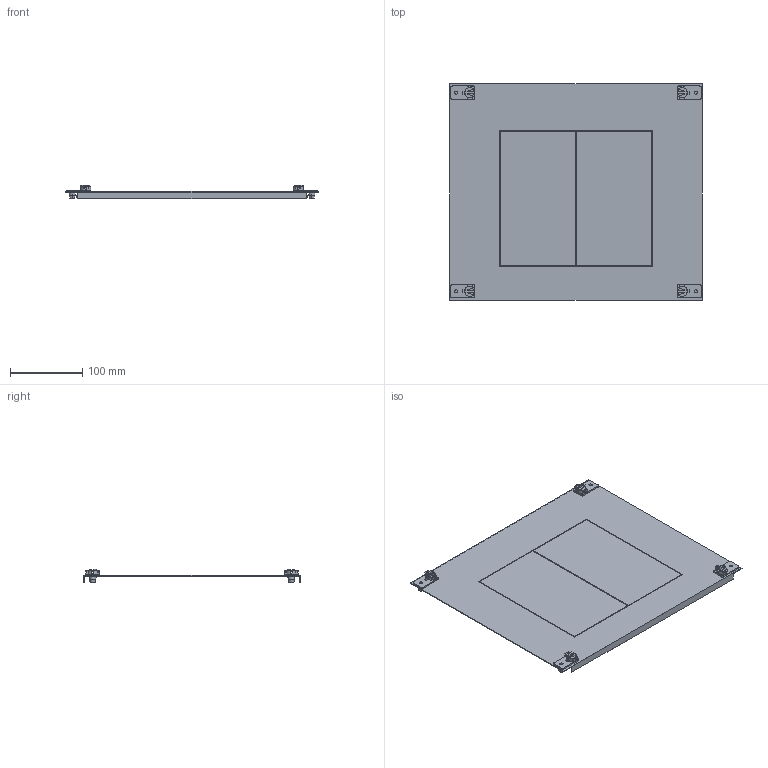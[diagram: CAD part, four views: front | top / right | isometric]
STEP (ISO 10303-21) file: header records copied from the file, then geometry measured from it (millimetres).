
FILE_DESCRIPTION((''),'2;1');
FILE_NAME('001101437_CP_1_4_2_F_ASM','2023-01-23T14:25:06',('klemen.sitar'),('Audax d.o.o.'),'CREO PARAMETRIC BY PTC INC, 2021304','CREO PARAMETRIC BY PTC INC, 2021304','');
FILE_SCHEMA(('AP242_MANAGED_MODEL_BASED_3D_ENGINEERING_MIM_LF { 1 0 10303 442 1 1 4 }'));
Length unit declared in the file: millimetre
Products named in the file (26): PRT0002_1_1_1_1_1_1_2_3_1_1_1; PRT0003_1_1_1_1_1_1_2_3_1_1_1; BLACK_PIN_ASM_1_ASM_1_ASM_1_A_2_ASM; BLACK_PIN_COLO_ASM_1_ASM_1_AS_2_ASM; ASM0002_ASM_1_ASM_1_1_2_ASM_1_A_ASM; PRT0002_1_1_1_1_1_1_1; PRT0002_1_1_1_1_1_1_2_1_1_1_1_1; PRT0003_1_1_1_1_1_1_2_1_1_1_1_1; BLACK_PIN_ASM_1_ASM_1_ASM_1_A_5_ASM; BLACK_PIN_COLO_ASM_1_ASM_1_AS_5_ASM; ASM0002_ASM_1_ASM_1_1_ASM_1_1_A_ASM; 001101436_CP_1_2_F_ASM_1_ASM_1_ASM; PRT0002_1_1_1_1_1_1_2_1_1_1_1; PRT0003_1_1_1_1_1_1_2_1_1_1_1; BLACK_PIN_ASM_1_ASM_1_ASM_1_A_3_ASM; BLACK_PIN_COLO_ASM_1_ASM_1_AS_3_ASM; ASM0002_ASM_1_ASM_1_1_ASM_1_A_1_ASM; PRT0002_1_1_1_1_1_1_2_3_1_1_1_2; PRT0003_1_1_1_1_1_1_2_3_1_1_1_2; BLACK_PIN_ASM_1_ASM_1_ASM_1_A_8_ASM; BLACK_PIN_COLO_ASM_1_ASM_1_AS_8_ASM; ASM0002_ASM_1_ASM_1_1_2_ASM_1_3_ASM; 001101436_CP_1_2_F_ASM_1_1_ASM__ASM; ASM0001_ASM_1_ASM; 001101436_CP_1_2_F_ASM_1_ASM; 001101437_CP_1_4_2_F_ASM
Assembly tree (25 placements, depth 8):
  001101437_CP_1_4_2_F_ASM
    001101436_CP_1_2_F_ASM_1_ASM
      001101436_CP_1_2_F_ASM_1_ASM_1_ASM
        ASM0002_ASM_1_ASM_1_1_2_ASM_1_A_ASM
          BLACK_PIN_COLO_ASM_1_ASM_1_AS_2_ASM
            BLACK_PIN_ASM_1_ASM_1_ASM_1_A_2_ASM
              PRT0002_1_1_1_1_1_1_2_3_1_1_1
              PRT0003_1_1_1_1_1_1_2_3_1_1_1
        PRT0002_1_1_1_1_1_1_1
        ASM0002_ASM_1_ASM_1_1_ASM_1_1_A_ASM
          BLACK_PIN_COLO_ASM_1_ASM_1_AS_5_ASM
            BLACK_PIN_ASM_1_ASM_1_ASM_1_A_5_ASM
              PRT0002_1_1_1_1_1_1_2_1_1_1_1_1
              PRT0003_1_1_1_1_1_1_2_1_1_1_1_1
      ASM0001_ASM_1_ASM
        001101436_CP_1_2_F_ASM_1_1_ASM__ASM
          ASM0002_ASM_1_ASM_1_1_ASM_1_A_1_ASM
            BLACK_PIN_COLO_ASM_1_ASM_1_AS_3_ASM
              BLACK_PIN_ASM_1_ASM_1_ASM_1_A_3_ASM
                PRT0002_1_1_1_1_1_1_2_1_1_1_1
                PRT0003_1_1_1_1_1_1_2_1_1_1_1
          ASM0002_ASM_1_ASM_1_1_2_ASM_1_3_ASM
            BLACK_PIN_COLO_ASM_1_ASM_1_AS_8_ASM
              BLACK_PIN_ASM_1_ASM_1_ASM_1_A_8_ASM
                PRT0002_1_1_1_1_1_1_2_3_1_1_1_2
                PRT0003_1_1_1_1_1_1_2_3_1_1_1_2
Bounding box: 350 x 300 x 18.6 mm (x, y, z)
Volume: 120810 mm3; surface area: 233874.8 mm2
Topology: 11 solids, 11 shells, 366 faces, 1132 edges, 872 vertices
Faces by surface type: plane 238, cylinder 120, cone 8
Entity records: 23973 total; most frequent: PRESENTATION_LAYER_ASSIGNMENT 3312, CARTESIAN_POINT 3031, DIRECTION 2370, ORIENTED_EDGE 2104, PRESENTATION_STYLE_ASSIGNMENT 1246, STYLED_ITEM 1246, CURVE_STYLE 1235, EDGE_CURVE 1052
